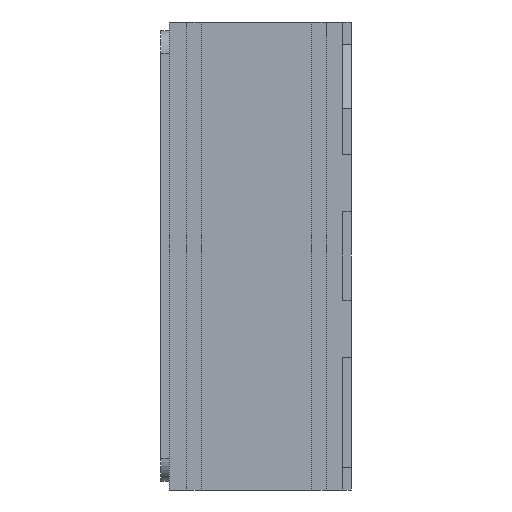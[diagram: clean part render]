
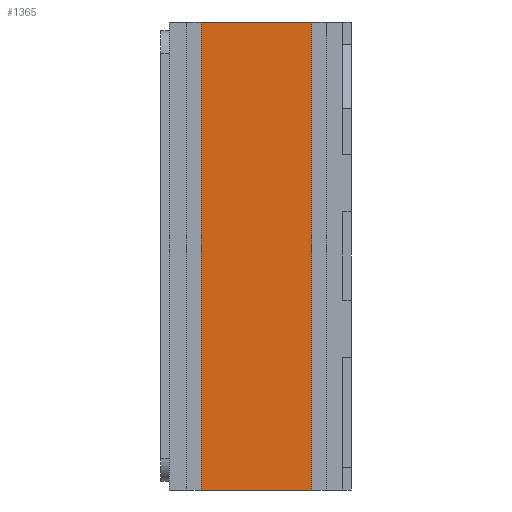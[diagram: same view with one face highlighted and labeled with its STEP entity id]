
A CAD part, left-side view. The second image highlights one B-rep face of the part: STEP entity #1365.
In plain terms, the highlighted face is planar.
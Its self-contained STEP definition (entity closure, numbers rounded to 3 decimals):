
#56 = VERTEX_POINT ( 'NONE', #1969 ) ;
#142 = CARTESIAN_POINT ( 'NONE',  ( 1.325, 1.03, 1.75 ) ) ;
#177 = CARTESIAN_POINT ( 'NONE',  ( 1.325, 0.225, 1.75 ) ) ;
#221 = LINE ( 'NONE', #142, #1715 ) ;
#623 = CARTESIAN_POINT ( 'NONE',  ( 4.826, 0.85, 1.75 ) ) ;
#744 = DIRECTION ( 'NONE',  ( -1., 0., 0. ) ) ;
#841 = LINE ( 'NONE', #2724, #2945 ) ;
#1072 = EDGE_CURVE ( 'NONE', #3238, #3696, #3703, .T. ) ;
#1164 = DIRECTION ( 'NONE',  ( -1., 0., 0. ) ) ;
#1195 = DIRECTION ( 'NONE',  ( -1., 0., 0. ) ) ;
#1232 = ORIENTED_EDGE ( 'NONE', *, *, #2507, .F. ) ;
#1317 = ORIENTED_EDGE ( 'NONE', *, *, #1323, .T. ) ;
#1323 = EDGE_CURVE ( 'NONE', #3696, #56, #1429, .T. ) ;
#1365 = ADVANCED_FACE ( 'NONE', ( #2974 ), #2274, .F. ) ;
#1429 = LINE ( 'NONE', #3278, #1843 ) ;
#1464 = EDGE_LOOP ( 'NONE', ( #1232, #2925, #1317, #3296 ) ) ;
#1529 = AXIS2_PLACEMENT_3D ( 'NONE', #3239, #3506, #744 ) ;
#1554 = CARTESIAN_POINT ( 'NONE',  ( -1.325, 0.85, 1.75 ) ) ;
#1683 = VERTEX_POINT ( 'NONE', #177 ) ;
#1715 = VECTOR ( 'NONE', #2649, 1000. ) ;
#1843 = VECTOR ( 'NONE', #2648, 1000. ) ;
#1969 = CARTESIAN_POINT ( 'NONE',  ( -1.325, 0.225, 1.75 ) ) ;
#2274 = PLANE ( 'NONE',  #1529 ) ;
#2507 = EDGE_CURVE ( 'NONE', #3238, #1683, #221, .T. ) ;
#2648 = DIRECTION ( 'NONE',  ( 0., -1., 0. ) ) ;
#2649 = DIRECTION ( 'NONE',  ( 0., -1., 0. ) ) ;
#2724 = CARTESIAN_POINT ( 'NONE',  ( 4.826, 0.225, 1.75 ) ) ;
#2925 = ORIENTED_EDGE ( 'NONE', *, *, #1072, .T. ) ;
#2929 = VECTOR ( 'NONE', #1195, 1000. ) ;
#2945 = VECTOR ( 'NONE', #1164, 1000. ) ;
#2974 = FACE_OUTER_BOUND ( 'NONE', #1464, .T. ) ;
#3238 = VERTEX_POINT ( 'NONE', #3815 ) ;
#3239 = CARTESIAN_POINT ( 'NONE',  ( 1.325, 1.03, 1.75 ) ) ;
#3278 = CARTESIAN_POINT ( 'NONE',  ( -1.325, 1.03, 1.75 ) ) ;
#3296 = ORIENTED_EDGE ( 'NONE', *, *, #3329, .F. ) ;
#3329 = EDGE_CURVE ( 'NONE', #1683, #56, #841, .T. ) ;
#3506 = DIRECTION ( 'NONE',  ( 0., 0., -1. ) ) ;
#3696 = VERTEX_POINT ( 'NONE', #1554 ) ;
#3703 = LINE ( 'NONE', #623, #2929 ) ;
#3815 = CARTESIAN_POINT ( 'NONE',  ( 1.325, 0.85, 1.75 ) ) ;
